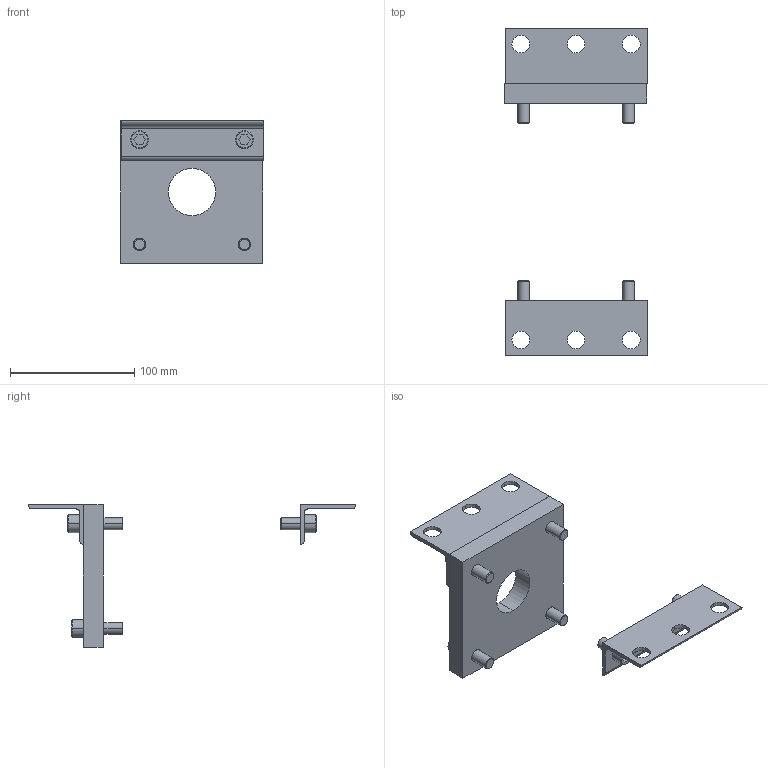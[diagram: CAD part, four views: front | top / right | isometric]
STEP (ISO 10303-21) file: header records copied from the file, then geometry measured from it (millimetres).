
FILE_DESCRIPTION (( 'STEP AP203' ), '1' );
FILE_NAME ('D2AM-5.step', '2020-09-03T19:32:23', ( '' ), ( '' ), 'SwSTEP 2.0', 'SolidWorks 2019', '' );
FILE_SCHEMA (( 'CONFIG_CONTROL_DESIGN' ));
Length unit declared in the file: inch
Products named in the file (3): D2AM-5_1; D2AM-5_2; D2AM-5
Assembly tree (2 placements, depth 2):
  D2AM-5
    D2AM-5_1
    D2AM-5_2
Bounding box: 114.34 x 263.52 x 114.3 mm (x, y, z)
Volume: 252137.1 mm3; surface area: 78156.2 mm2
Topology: 9 solids, 9 shells, 162 faces, 372 edges, 240 vertices
Faces by surface type: plane 78, cylinder 60, cone 24
Entity records: 4945 total; most frequent: DIRECTION 850, CARTESIAN_POINT 779, ORIENTED_EDGE 744, EDGE_CURVE 372, AXIS2_PLACEMENT_3D 311, VERTEX_POINT 240, VECTOR 228, LINE 228
